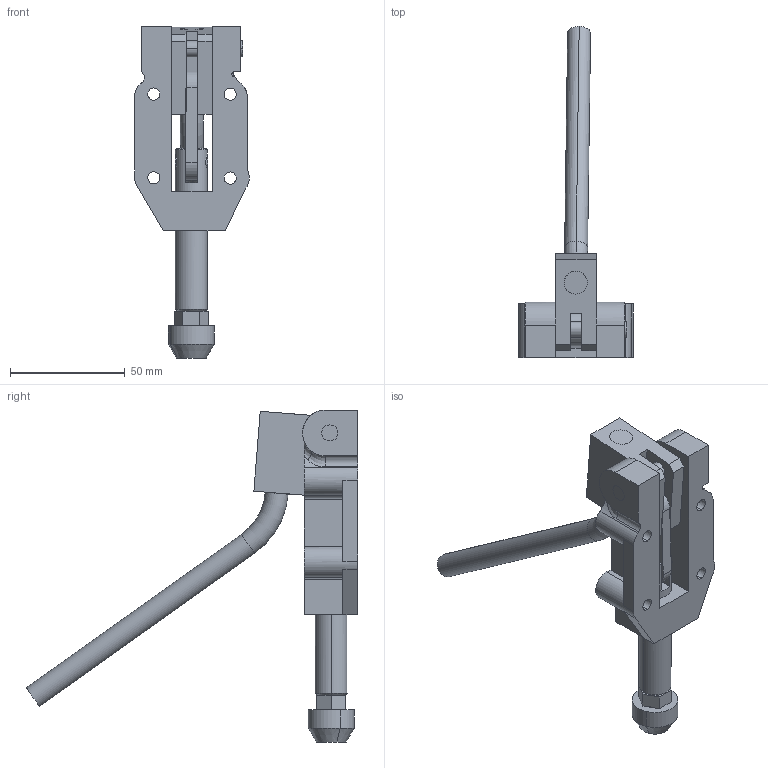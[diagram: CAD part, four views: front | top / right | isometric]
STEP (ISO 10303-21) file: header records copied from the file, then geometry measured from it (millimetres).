
FILE_DESCRIPTION (( 'STEP AP214' ), '1' );
FILE_NAME ('M66C-4.STEP', '2021-08-04T12:10:50', ( '' ), ( '' ), 'SwSTEP 2.0', 'SolidWorks 2015', '' );
FILE_SCHEMA (( 'AUTOMOTIVE_DESIGN' ));
Length unit declared in the file: millimetre
Products named in the file (11): M66C-4; 842PK-4-1 DOKÜM; 842PK-4-3 mil; 842PK-4-2 TÝRNAK; 842PK-4-5 civata; 842PK-4-7 somun; 842PK-4-6 lastik; 842PK-4-8; 842PK-4-10; kol baðlantý; 842PK-4-2sap
Assembly tree (10 placements, depth 2):
  M66C-4
    842PK-4-1 DOKÜM
    842PK-4-3 mil
    842PK-4-2 TÝRNAK
    842PK-4-5 civata
    842PK-4-7 somun
    842PK-4-6 lastik
    842PK-4-8
    842PK-4-10
    kol baðlantý
    842PK-4-2sap
Bounding box: 50.02 x 144.32 x 144.61 mm (x, y, z)
Volume: 98375.1 mm3; surface area: 42645.6 mm2
Topology: 10 solids, 10 shells, 165 faces, 415 edges, 269 vertices
Faces by surface type: cylinder 76, plane 72, cone 11, torus 4, bspline 2
Entity records: 5739 total; most frequent: CARTESIAN_POINT 1115, DIRECTION 925, ORIENTED_EDGE 826, EDGE_CURVE 413, AXIS2_PLACEMENT_3D 351, VERTEX_POINT 269, VECTOR 223, LINE 223
